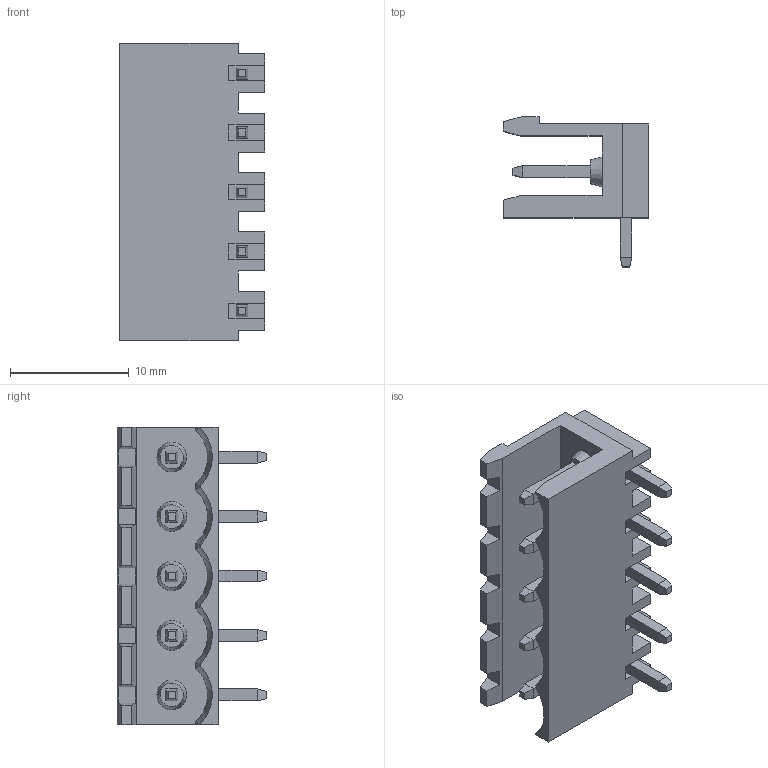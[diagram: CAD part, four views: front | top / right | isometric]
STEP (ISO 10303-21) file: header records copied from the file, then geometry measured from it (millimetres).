
FILE_DESCRIPTION(('STEP AP214'),'1');
FILE_NAME('PV05-5-H.stp','2021-03-31T15:57:15',(' '),(' '),'Spatial InterOp 3D',' ',' ');
FILE_SCHEMA(('automotive_design'));
Length unit declared in the file: metre
Products named in the file (1): 1
Bounding box: 12.2 x 12.6 x 25 mm (x, y, z)
Volume: 1088.8 mm3; surface area: 2142.5 mm2
Topology: 1 solids, 1 shells, 289 faces, 727 edges, 463 vertices
Faces by surface type: plane 264, cylinder 14, cone 10, extrusion 1
Entity records: 10704 total; most frequent: CARTESIAN_POINT 1513, ORIENTED_EDGE 1434, DIRECTION 1327, EDGE_CURVE 717, VECTOR 663, LINE 662, VERTEX_POINT 458, AXIS2_PLACEMENT_3D 332
